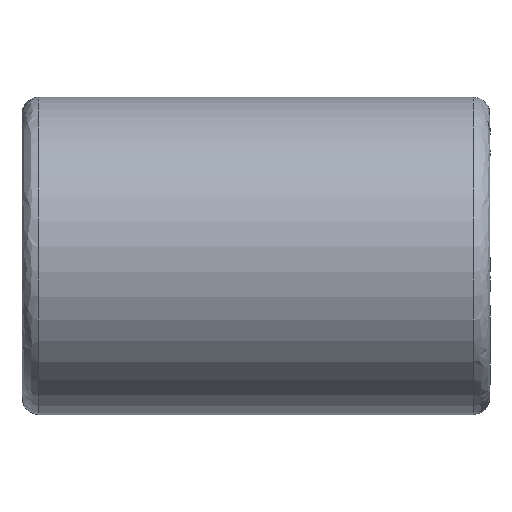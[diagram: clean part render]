
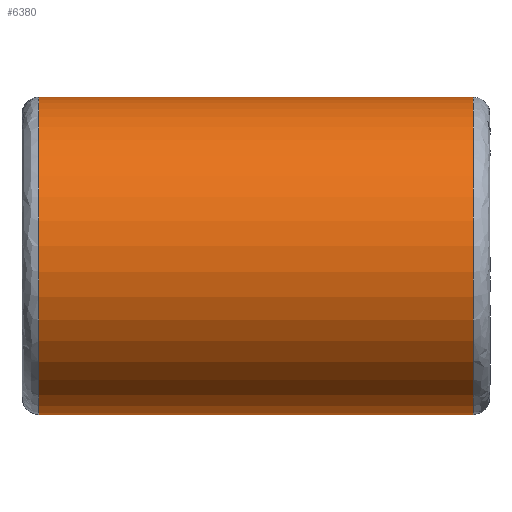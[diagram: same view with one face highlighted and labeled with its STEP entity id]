
A CAD part, front view. The second image highlights one B-rep face of the part: STEP entity #6380.
In plain terms, the highlighted free-form (B-spline) face has degree [3, 1] with [7, 2] control points.
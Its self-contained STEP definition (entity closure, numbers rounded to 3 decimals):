
#10 = CARTESIAN_POINT ('', (27., 0., 9.5));
#20 = VERTEX_POINT ('', #10);
#30 = CARTESIAN_POINT ('', (27., 0., -9.5));
#40 = VERTEX_POINT ('', #30);
#50 = CARTESIAN_POINT ('', (27., 0., 9.5));
#60 = CARTESIAN_POINT ('', (27., 19., 9.5));
#70 = CARTESIAN_POINT ('', (27., 19., -9.5));
#80 = CARTESIAN_POINT ('', (27., 0., -9.5));
#90 = (
   BOUNDED_CURVE ()
   B_SPLINE_CURVE (3, (#50, #60, #70, #80), .UNSPECIFIED., .F., .U.)
   B_SPLINE_CURVE_WITH_KNOTS ((4, 4), (0., 1.), .UNSPECIFIED.)
   CURVE ()
   GEOMETRIC_REPRESENTATION_ITEM ()
   RATIONAL_B_SPLINE_CURVE ((1., 0.333, 0.333, 1.))
   REPRESENTATION_ITEM ('')
);
#100 = EDGE_CURVE ('', #20, #40, #90, .T.);
#2090 = CARTESIAN_POINT ('', (27., 0., -9.5));
#2100 = CARTESIAN_POINT ('', (27., -19., -9.5));
#2110 = CARTESIAN_POINT ('', (27., -19., 9.5));
#2120 = CARTESIAN_POINT ('', (27., 0., 9.5));
#2130 = (
   BOUNDED_CURVE ()
   B_SPLINE_CURVE (3, (#2090, #2100, #2110, #2120), .UNSPECIFIED., .F., .U.)
   B_SPLINE_CURVE_WITH_KNOTS ((4, 4), (0., 1.), .UNSPECIFIED.)
   CURVE ()
   GEOMETRIC_REPRESENTATION_ITEM ()
   RATIONAL_B_SPLINE_CURVE ((1., 0.333, 0.333, 1.))
   REPRESENTATION_ITEM ('')
);
#2140 = EDGE_CURVE ('', #40, #20, #2130, .T.);
#5510 = CARTESIAN_POINT ('', (1., 0., 9.5));
#5520 = VERTEX_POINT ('', #5510);
#5600 = CARTESIAN_POINT ('', (1., 0., -9.5));
#5610 = VERTEX_POINT ('', #5600);
#5620 = CARTESIAN_POINT ('', (1., 0., 9.5));
#5630 = CARTESIAN_POINT ('', (1., 19., 9.5));
#5640 = CARTESIAN_POINT ('', (1., 19., -9.5));
#5650 = CARTESIAN_POINT ('', (1., 0., -9.5));
#5660 = (
   BOUNDED_CURVE ()
   B_SPLINE_CURVE (3, (#5620, #5630, #5640, #5650), .UNSPECIFIED., .F., .U.)
   B_SPLINE_CURVE_WITH_KNOTS ((4, 4), (0., 1.), .UNSPECIFIED.)
   CURVE ()
   GEOMETRIC_REPRESENTATION_ITEM ()
   RATIONAL_B_SPLINE_CURVE ((0.957, 0.319, 0.319, 0.957))
   REPRESENTATION_ITEM ('')
);
#5670 = EDGE_CURVE ('', #5520, #5610, #5660, .T.);
#5690 = CARTESIAN_POINT ('', (1., 0., -9.5));
#5700 = CARTESIAN_POINT ('', (1., -19., -9.5));
#5710 = CARTESIAN_POINT ('', (1., -19., 9.5));
#5720 = CARTESIAN_POINT ('', (1., 0., 9.5));
#5730 = (
   BOUNDED_CURVE ()
   B_SPLINE_CURVE (3, (#5690, #5700, #5710, #5720), .UNSPECIFIED., .F., .U.)
   B_SPLINE_CURVE_WITH_KNOTS ((4, 4), (0., 1.), .UNSPECIFIED.)
   CURVE ()
   GEOMETRIC_REPRESENTATION_ITEM ()
   RATIONAL_B_SPLINE_CURVE ((0.957, 0.319, 0.319, 0.957))
   REPRESENTATION_ITEM ('')
);
#5740 = EDGE_CURVE ('', #5610, #5520, #5730, .T.);
#6110 = ORIENTED_EDGE ('', *, *, #100, .T.);
#6120 = CARTESIAN_POINT ('', (27., 0., -9.5));
#6130 = CARTESIAN_POINT ('', (1., 0., -9.5));
#6140 = B_SPLINE_CURVE_WITH_KNOTS ('', 1, (#6120, #6130), .UNSPECIFIED., .F., .U., (2, 2), (0., 1.), .UNSPECIFIED.);
#6150 = EDGE_CURVE ('', #40, #5610, #6140, .T.);
#6160 = ORIENTED_EDGE ('', *, *, #6150, .T.);
#6170 = ORIENTED_EDGE ('', *, *, #5670, .F.);
#6180 = ORIENTED_EDGE ('', *, *, #5740, .F.);
#6190 = ORIENTED_EDGE ('', *, *, #6150, .F.);
#6200 = ORIENTED_EDGE ('', *, *, #2140, .T.);
#6210 = EDGE_LOOP ('', (#6110, #6160, #6170, #6180, #6190, #6200));
#6220 = FACE_OUTER_BOUND ('', #6210, .T.);
#6230 = CARTESIAN_POINT ('', (-1.6, 0., -9.5));
#6240 = CARTESIAN_POINT ('', (29.6, 0., -9.5));
#6250 = CARTESIAN_POINT ('', (-1.6, 19., -9.5));
#6260 = CARTESIAN_POINT ('', (29.6, 19., -9.5));
#6270 = CARTESIAN_POINT ('', (-1.6, 19., 9.5));
#6280 = CARTESIAN_POINT ('', (29.6, 19., 9.5));
#6290 = CARTESIAN_POINT ('', (-1.6, 0., 9.5));
#6300 = CARTESIAN_POINT ('', (29.6, 0., 9.5));
#6310 = CARTESIAN_POINT ('', (-1.6, -19., 9.5));
#6320 = CARTESIAN_POINT ('', (29.6, -19., 9.5));
#6330 = CARTESIAN_POINT ('', (-1.6, -19., -9.5));
#6340 = CARTESIAN_POINT ('', (29.6, -19., -9.5));
#6350 = CARTESIAN_POINT ('', (-1.6, 0., -9.5));
#6360 = CARTESIAN_POINT ('', (29.6, 0., -9.5));
#6370 = (
   BOUNDED_SURFACE ()
   B_SPLINE_SURFACE (3, 1, ((#6230, #6240), (#6250, #6260), (#6270, #6280), (#6290, #6300), (#6310, #6320), (#6330, #6340), (#6350, #6360)), .UNSPECIFIED., .T., .F., .U.)
   B_SPLINE_SURFACE_WITH_KNOTS ((4, 3, 4), (2, 2), (0., 0.5, 1.), (0., 1.), .UNSPECIFIED.)
   SURFACE ()
   GEOMETRIC_REPRESENTATION_ITEM ()
   RATIONAL_B_SPLINE_SURFACE (((1., 1.), (0.333, 0.333), (0.333, 0.333), (1., 1.), (0.333, 0.333), (0.333, 0.333), (1., 1.)))
   REPRESENTATION_ITEM ('')
);
#6380 = ADVANCED_FACE ('', (#6220), #6370, .T.);
